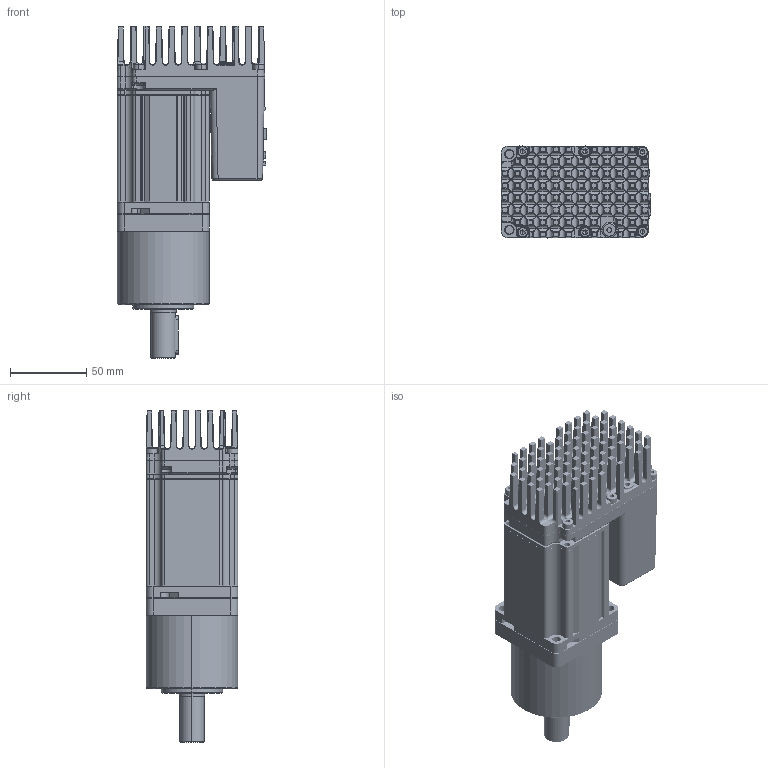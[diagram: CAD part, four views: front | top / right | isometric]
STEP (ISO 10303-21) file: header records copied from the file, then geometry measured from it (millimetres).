
FILE_DESCRIPTION (( 'STEP AP214' ), '1' );
FILE_NAME ('MDX 400W IP20 10±È³¤.STEP', '2019-01-04T07:31:16', ( '' ), ( '' ), 'SwSTEP 2.0', 'SolidWorks 2015', '' );
FILE_SCHEMA (( 'AUTOMOTIVE_DESIGN' ));
Length unit declared in the file: millimetre
Products named in the file (1): MDX 400W IP20 10掀酗
Bounding box: 97.72 x 60 x 217.3 mm (x, y, z)
Volume: 379541.7 mm3; surface area: 188402.9 mm2
Topology: 27 solids, 27 shells, 5602 faces, 13550 edges, 7703 vertices
Faces by surface type: plane 1901, cylinder 1814, bspline 1235, sphere 288, cone 241, torus 123
Entity records: 266678 total; most frequent: CARTESIAN_POINT 85044, ORIENTED_EDGE 26174, DIRECTION 23195, EDGE_CURVE 13087, AXIS2_PLACEMENT_3D 8247, VERTEX_POINT 7695, VECTOR 6701, LINE 6701
